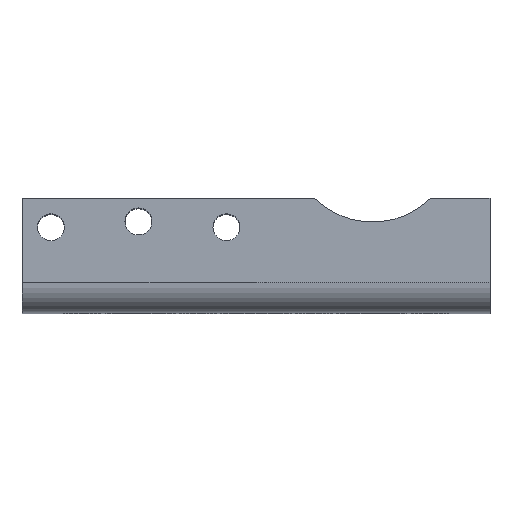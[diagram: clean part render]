
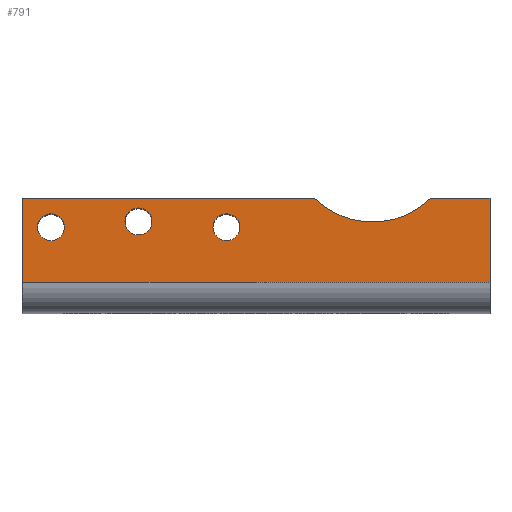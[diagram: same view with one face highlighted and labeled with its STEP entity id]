
A CAD part, top view. The second image highlights one B-rep face of the part: STEP entity #791.
In plain terms, the highlighted planar face has unit normal (0, 0, 1).
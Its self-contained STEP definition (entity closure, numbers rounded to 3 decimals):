
#45 = DIRECTION ( 'NONE',  ( 1., 0., 0. ) ) ;
#82 = EDGE_LOOP ( 'NONE', ( #969, #492, #507, #1342, #542, #1558 ) ) ;
#86 = CARTESIAN_POINT ( 'NONE',  ( 23595.896, 2015.086, 0. ) ) ;
#90 = LINE ( 'NONE', #1150, #535 ) ;
#98 = FACE_BOUND ( 'NONE', #1049, .T. ) ;
#130 = EDGE_CURVE ( 'NONE', #1066, #1785, #1626, .T. ) ;
#141 = CIRCLE ( 'NONE', #289, 1.15 ) ;
#179 = AXIS2_PLACEMENT_3D ( 'NONE', #624, #452, #1162 ) ;
#191 = CARTESIAN_POINT ( 'NONE',  ( 23635.896, 2015.086, 0. ) ) ;
#214 = VERTEX_POINT ( 'NONE', #1912 ) ;
#222 = VERTEX_POINT ( 'NONE', #860 ) ;
#262 = EDGE_CURVE ( 'NONE', #339, #267, #694, .T. ) ;
#267 = VERTEX_POINT ( 'NONE', #191 ) ;
#288 = CARTESIAN_POINT ( 'NONE',  ( 23595.896, 2022.286, 0. ) ) ;
#289 = AXIS2_PLACEMENT_3D ( 'NONE', #1119, #1956, #1075 ) ;
#291 = EDGE_CURVE ( 'NONE', #222, #1792, #1029, .T. ) ;
#339 = VERTEX_POINT ( 'NONE', #1260 ) ;
#348 = CARTESIAN_POINT ( 'NONE',  ( 23614.515, 2019.806, 0. ) ) ;
#358 = ORIENTED_EDGE ( 'NONE', *, *, #130, .F. ) ;
#363 = DIRECTION ( 'NONE',  ( 0., 0., -1. ) ) ;
#368 = DIRECTION ( 'NONE',  ( 0., 0., 1. ) ) ;
#410 = AXIS2_PLACEMENT_3D ( 'NONE', #489, #1719, #2233 ) ;
#415 = EDGE_CURVE ( 'NONE', #214, #339, #449, .T. ) ;
#446 = VERTEX_POINT ( 'NONE', #868 ) ;
#448 = CARTESIAN_POINT ( 'NONE',  ( 23599.515, 2019.806, 0. ) ) ;
#449 = LINE ( 'NONE', #2201, #488 ) ;
#452 = DIRECTION ( 'NONE',  ( 0., 0., 1. ) ) ;
#488 = VECTOR ( 'NONE', #1157, 1000. ) ;
#489 = CARTESIAN_POINT ( 'NONE',  ( 23605.845, 2020.306, 0. ) ) ;
#492 = ORIENTED_EDGE ( 'NONE', *, *, #2237, .F. ) ;
#507 = ORIENTED_EDGE ( 'NONE', *, *, #784, .T. ) ;
#535 = VECTOR ( 'NONE', #591, 1000. ) ;
#542 = ORIENTED_EDGE ( 'NONE', *, *, #262, .F. ) ;
#545 = CARTESIAN_POINT ( 'NONE',  ( 23595.896, 2015.086, 0. ) ) ;
#566 = DIRECTION ( 'NONE',  ( 1., 0., 0. ) ) ;
#591 = DIRECTION ( 'NONE',  ( 1., 0., 0. ) ) ;
#614 = ORIENTED_EDGE ( 'NONE', *, *, #1421, .F. ) ;
#619 = FACE_OUTER_BOUND ( 'NONE', #82, .T. ) ;
#624 = CARTESIAN_POINT ( 'NONE',  ( 23605.845, 2020.306, 0. ) ) ;
#682 = AXIS2_PLACEMENT_3D ( 'NONE', #2222, #959, #1878 ) ;
#694 = LINE ( 'NONE', #1402, #1394 ) ;
#701 = VERTEX_POINT ( 'NONE', #545 ) ;
#784 = EDGE_CURVE ( 'NONE', #847, #701, #998, .T. ) ;
#791 = ADVANCED_FACE ( 'NONE', ( #619, #793, #98, #2020 ), #2032, .T. ) ;
#793 = FACE_BOUND ( 'NONE', #1624, .T. ) ;
#799 = VERTEX_POINT ( 'NONE', #448 ) ;
#800 = VECTOR ( 'NONE', #45, 1000. ) ;
#847 = VERTEX_POINT ( 'NONE', #288 ) ;
#860 = CARTESIAN_POINT ( 'NONE',  ( 23612.215, 2019.806, 0. ) ) ;
#868 = CARTESIAN_POINT ( 'NONE',  ( 23597.215, 2019.806, 0. ) ) ;
#917 = CARTESIAN_POINT ( 'NONE',  ( 23613.365, 2019.806, 0. ) ) ;
#931 = DIRECTION ( 'NONE',  ( 1., 0., 0. ) ) ;
#942 = ORIENTED_EDGE ( 'NONE', *, *, #1414, .F. ) ;
#959 = DIRECTION ( 'NONE',  ( 0., 0., 1. ) ) ;
#969 = ORIENTED_EDGE ( 'NONE', *, *, #1304, .F. ) ;
#998 = LINE ( 'NONE', #86, #1287 ) ;
#1021 = ORIENTED_EDGE ( 'NONE', *, *, #2076, .T. ) ;
#1029 = CIRCLE ( 'NONE', #1953, 1.15 ) ;
#1040 = CARTESIAN_POINT ( 'NONE',  ( 23620.896, 2022.286, 0. ) ) ;
#1049 = EDGE_LOOP ( 'NONE', ( #358, #2107 ) ) ;
#1056 = AXIS2_PLACEMENT_3D ( 'NONE', #917, #1952, #931 ) ;
#1058 = DIRECTION ( 'NONE',  ( 0., -1., 0. ) ) ;
#1066 = VERTEX_POINT ( 'NONE', #1795 ) ;
#1069 = AXIS2_PLACEMENT_3D ( 'NONE', #1623, #1420, #566 ) ;
#1071 = DIRECTION ( 'NONE',  ( 1., 0., 0. ) ) ;
#1075 = DIRECTION ( 'NONE',  ( 1., 0., 0. ) ) ;
#1119 = CARTESIAN_POINT ( 'NONE',  ( 23598.365, 2019.806, 0. ) ) ;
#1150 = CARTESIAN_POINT ( 'NONE',  ( 23595.896, 2022.286, 0. ) ) ;
#1157 = DIRECTION ( 'NONE',  ( 1., 0., 0. ) ) ;
#1162 = DIRECTION ( 'NONE',  ( 1., 0., 0. ) ) ;
#1181 = CIRCLE ( 'NONE', #179, 1.15 ) ;
#1244 = CARTESIAN_POINT ( 'NONE',  ( 23604.695, 2020.306, 0. ) ) ;
#1260 = CARTESIAN_POINT ( 'NONE',  ( 23635.896, 2022.286, 0. ) ) ;
#1276 = VERTEX_POINT ( 'NONE', #1040 ) ;
#1277 = DIRECTION ( 'NONE',  ( 1., 0., 0. ) ) ;
#1285 = CIRCLE ( 'NONE', #1056, 1.15 ) ;
#1287 = VECTOR ( 'NONE', #1343, 1000. ) ;
#1304 = EDGE_CURVE ( 'NONE', #1276, #214, #1481, .T. ) ;
#1342 = ORIENTED_EDGE ( 'NONE', *, *, #1977, .T. ) ;
#1343 = DIRECTION ( 'NONE',  ( 0., -1., 0. ) ) ;
#1394 = VECTOR ( 'NONE', #1058, 1000. ) ;
#1402 = CARTESIAN_POINT ( 'NONE',  ( 23635.896, 2015.086, 0. ) ) ;
#1414 = EDGE_CURVE ( 'NONE', #446, #799, #141, .T. ) ;
#1420 = DIRECTION ( 'NONE',  ( 0., 0., 1. ) ) ;
#1421 = EDGE_CURVE ( 'NONE', #799, #446, #1813, .T. ) ;
#1438 = AXIS2_PLACEMENT_3D ( 'NONE', #1608, #368, #1277 ) ;
#1481 = CIRCLE ( 'NONE', #1069, 7.063 ) ;
#1532 = EDGE_CURVE ( 'NONE', #1785, #1066, #1181, .T. ) ;
#1558 = ORIENTED_EDGE ( 'NONE', *, *, #415, .F. ) ;
#1586 = LINE ( 'NONE', #1773, #800 ) ;
#1608 = CARTESIAN_POINT ( 'NONE',  ( 23598.365, 2019.806, 0. ) ) ;
#1623 = CARTESIAN_POINT ( 'NONE',  ( 23625.865, 2027.306, 0. ) ) ;
#1624 = EDGE_LOOP ( 'NONE', ( #614, #942 ) ) ;
#1626 = CIRCLE ( 'NONE', #410, 1.15 ) ;
#1719 = DIRECTION ( 'NONE',  ( 0., 0., 1. ) ) ;
#1773 = CARTESIAN_POINT ( 'NONE',  ( 23595.896, 2015.086, 0. ) ) ;
#1785 = VERTEX_POINT ( 'NONE', #1244 ) ;
#1792 = VERTEX_POINT ( 'NONE', #348 ) ;
#1795 = CARTESIAN_POINT ( 'NONE',  ( 23606.995, 2020.306, 0. ) ) ;
#1813 = CIRCLE ( 'NONE', #1438, 1.15 ) ;
#1878 = DIRECTION ( 'NONE',  ( 1., 0., 0. ) ) ;
#1912 = CARTESIAN_POINT ( 'NONE',  ( 23630.835, 2022.286, 0. ) ) ;
#1950 = CARTESIAN_POINT ( 'NONE',  ( 23613.365, 2019.806, 0. ) ) ;
#1952 = DIRECTION ( 'NONE',  ( 0., 0., -1. ) ) ;
#1953 = AXIS2_PLACEMENT_3D ( 'NONE', #1950, #363, #1071 ) ;
#1956 = DIRECTION ( 'NONE',  ( 0., 0., 1. ) ) ;
#1977 = EDGE_CURVE ( 'NONE', #701, #267, #1586, .T. ) ;
#2005 = EDGE_LOOP ( 'NONE', ( #2122, #1021 ) ) ;
#2020 = FACE_BOUND ( 'NONE', #2005, .T. ) ;
#2032 = PLANE ( 'NONE',  #682 ) ;
#2076 = EDGE_CURVE ( 'NONE', #1792, #222, #1285, .T. ) ;
#2107 = ORIENTED_EDGE ( 'NONE', *, *, #1532, .F. ) ;
#2122 = ORIENTED_EDGE ( 'NONE', *, *, #291, .T. ) ;
#2201 = CARTESIAN_POINT ( 'NONE',  ( 23595.896, 2022.286, 0. ) ) ;
#2222 = CARTESIAN_POINT ( 'NONE',  ( 23595.896, 2015.086, 0. ) ) ;
#2233 = DIRECTION ( 'NONE',  ( 1., 0., 0. ) ) ;
#2237 = EDGE_CURVE ( 'NONE', #847, #1276, #90, .T. ) ;
